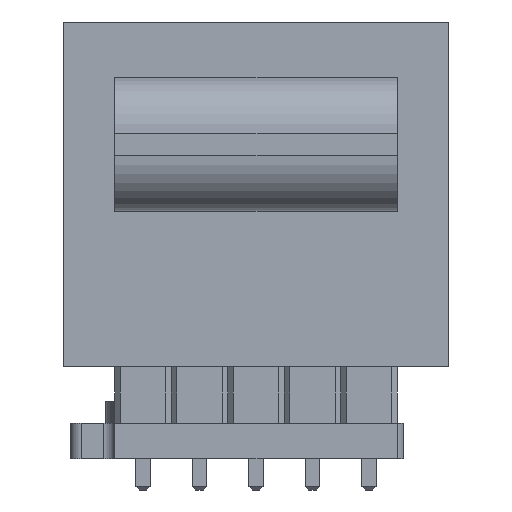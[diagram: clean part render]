
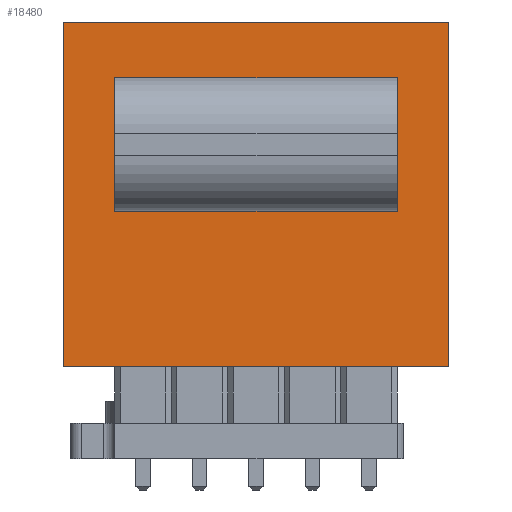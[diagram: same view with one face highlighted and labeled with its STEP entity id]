
A CAD part, left-side view. The second image highlights one B-rep face of the part: STEP entity #18480.
In plain terms, the highlighted face is planar.
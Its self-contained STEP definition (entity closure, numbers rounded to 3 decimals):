
#17702 = VERTEX_POINT('',#17703);
#17703 = CARTESIAN_POINT('',(4.27,1.27,9.54));
#17721 = VERTEX_POINT('',#17722);
#17722 = CARTESIAN_POINT('',(4.27,-11.43,9.54));
#17729 = EDGE_CURVE('',#17702,#17721,#17730,.T.);
#17730 = LINE('',#17731,#17732);
#17731 = CARTESIAN_POINT('',(4.27,-12.593,9.54));
#17732 = VECTOR('',#17733,1.);
#17733 = DIRECTION('',(0.,-1.,0.));
#17753 = VERTEX_POINT('',#17754);
#17754 = CARTESIAN_POINT('',(4.27,-11.43,15.54));
#17761 = EDGE_CURVE('',#17721,#17753,#17762,.T.);
#17762 = LINE('',#17763,#17764);
#17763 = CARTESIAN_POINT('',(4.27,-11.43,9.04));
#17764 = VECTOR('',#17765,1.);
#17765 = DIRECTION('',(0.,0.,1.));
#17802 = VERTEX_POINT('',#17803);
#17803 = CARTESIAN_POINT('',(4.27,1.27,15.54));
#17810 = EDGE_CURVE('',#17753,#17802,#17811,.T.);
#17811 = LINE('',#17812,#17813);
#17812 = CARTESIAN_POINT('',(4.27,-6.243,15.54));
#17813 = VECTOR('',#17814,1.);
#17814 = DIRECTION('',(0.,1.,0.));
#17825 = EDGE_CURVE('',#17802,#17702,#17826,.T.);
#17826 = LINE('',#17827,#17828);
#17827 = CARTESIAN_POINT('',(4.27,1.27,6.04));
#17828 = VECTOR('',#17829,1.);
#17829 = DIRECTION('',(0.,0.,-1.));
#17994 = VERTEX_POINT('',#17995);
#17995 = CARTESIAN_POINT('',(4.27,-13.755,18.04));
#18001 = EDGE_CURVE('',#17994,#18002,#18004,.T.);
#18002 = VERTEX_POINT('',#18003);
#18003 = CARTESIAN_POINT('',(4.27,3.595,18.04));
#18004 = LINE('',#18005,#18006);
#18005 = CARTESIAN_POINT('',(4.27,3.595,18.04));
#18006 = VECTOR('',#18007,1.);
#18007 = DIRECTION('',(0.,1.,0.));
#18461 = VERTEX_POINT('',#18462);
#18462 = CARTESIAN_POINT('',(4.27,3.595,2.54));
#18470 = EDGE_CURVE('',#18461,#18002,#18471,.T.);
#18471 = LINE('',#18472,#18473);
#18472 = CARTESIAN_POINT('',(4.27,3.595,2.54));
#18473 = VECTOR('',#18474,1.);
#18474 = DIRECTION('',(0.,0.,1.));
#18480 = ADVANCED_FACE('',(#18481,#18499),#18505,.T.);
#18481 = FACE_BOUND('',#18482,.T.);
#18482 = EDGE_LOOP('',(#18483,#18491,#18492,#18493));
#18483 = ORIENTED_EDGE('',*,*,#18484,.F.);
#18484 = EDGE_CURVE('',#18461,#18485,#18487,.T.);
#18485 = VERTEX_POINT('',#18486);
#18486 = CARTESIAN_POINT('',(4.27,-13.755,2.54));
#18487 = LINE('',#18488,#18489);
#18488 = CARTESIAN_POINT('',(4.27,3.595,2.54));
#18489 = VECTOR('',#18490,1.);
#18490 = DIRECTION('',(0.,-1.,0.));
#18491 = ORIENTED_EDGE('',*,*,#18470,.T.);
#18492 = ORIENTED_EDGE('',*,*,#18001,.F.);
#18493 = ORIENTED_EDGE('',*,*,#18494,.F.);
#18494 = EDGE_CURVE('',#18485,#17994,#18495,.T.);
#18495 = LINE('',#18496,#18497);
#18496 = CARTESIAN_POINT('',(4.27,-13.755,2.54));
#18497 = VECTOR('',#18498,1.);
#18498 = DIRECTION('',(0.,0.,1.));
#18499 = FACE_BOUND('',#18500,.T.);
#18500 = EDGE_LOOP('',(#18501,#18502,#18503,#18504));
#18501 = ORIENTED_EDGE('',*,*,#17729,.T.);
#18502 = ORIENTED_EDGE('',*,*,#17761,.T.);
#18503 = ORIENTED_EDGE('',*,*,#17810,.T.);
#18504 = ORIENTED_EDGE('',*,*,#17825,.T.);
#18505 = PLANE('',#18506);
#18506 = AXIS2_PLACEMENT_3D('',#18507,#18508,#18509);
#18507 = CARTESIAN_POINT('',(4.27,-13.755,2.54));
#18508 = DIRECTION('',(1.,0.,0.));
#18509 = DIRECTION('',(0.,1.,0.));
